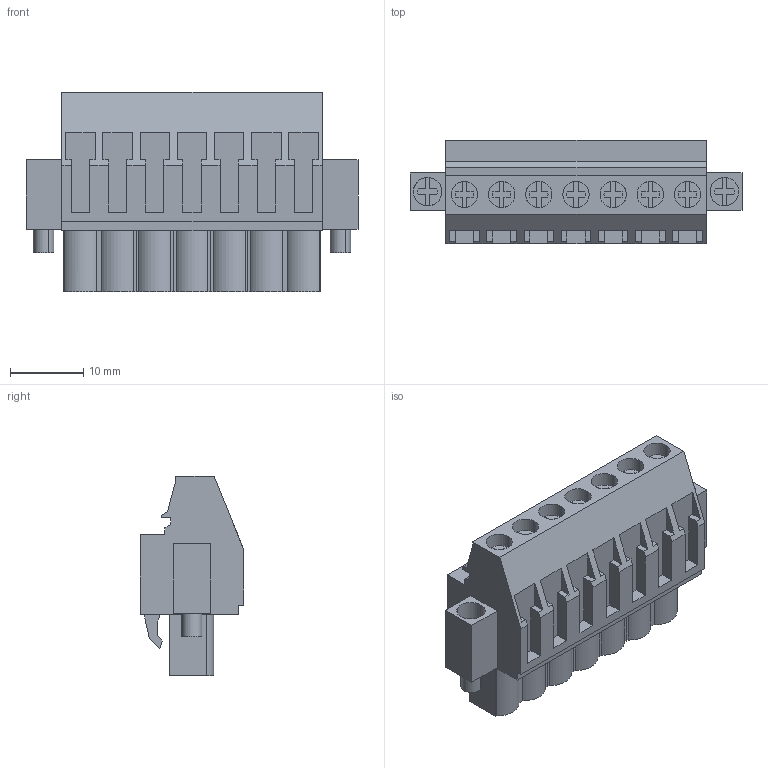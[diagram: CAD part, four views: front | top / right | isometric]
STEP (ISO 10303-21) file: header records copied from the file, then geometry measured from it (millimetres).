
FILE_DESCRIPTION(('CATIA V5 STEP','CAx-IF Rec.Pracs.--- Model Styling and Organization---1.2---2011-12-15'),'2;1');
FILE_NAME ('7246783_2_1950090000_1950090000.stp','2017-09-08T12:23:32+00:00',('none'),('Weidmueller'),'CATIA Version 5-6 Release 2014','CATIA V5 STEP AP214','none');
FILE_SCHEMA(('AUTOMOTIVE_DESIGN { 1 0 10303 214 1 1 1 1 }'));
Length unit declared in the file: millimetre
Products named in the file (1): 1950090000
Bounding box: 45.36 x 14.1 x 27.2 mm (x, y, z)
Volume: 8528.3 mm3; surface area: 5687 mm2
Topology: 10 solids, 10 shells, 533 faces, 1454 edges, 978 vertices
Faces by surface type: plane 450, cylinder 81, extrusion 2
Entity records: 15631 total; most frequent: ORIENTED_EDGE 2908, CARTESIAN_POINT 2786, DIRECTION 2154, EDGE_CURVE 1454, VECTOR 1254, LINE 1252, VERTEX_POINT 978, EDGE_LOOP 574
